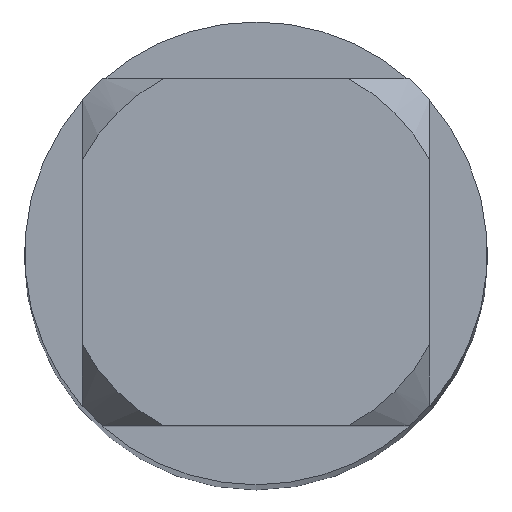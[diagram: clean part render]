
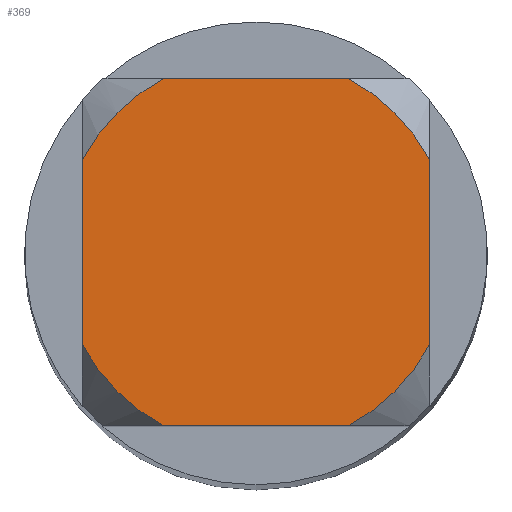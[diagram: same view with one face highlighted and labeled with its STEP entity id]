
A CAD part, top view. The second image highlights one B-rep face of the part: STEP entity #369.
In plain terms, the highlighted planar face has unit normal (0, 0, 1).
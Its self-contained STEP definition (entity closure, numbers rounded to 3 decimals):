
#197=EDGE_CURVE('',#367,#269,#543,.T.);
#201=EDGE_CURVE('',#411,#269,#547,.T.);
#235=VERTEX_POINT('',#586);
#253=EDGE_CURVE('',#235,#313,#607,.T.);
#269=VERTEX_POINT('',#624);
#277=VERTEX_POINT('',#632);
#313=VERTEX_POINT('',#672);
#315=EDGE_CURVE('',#277,#441,#674,.T.);
#333=EDGE_CURVE('',#367,#441,#693,.T.);
#367=VERTEX_POINT('',#728);
#369=ADVANCED_FACE('',(#730),#731,.T.);
#371=EDGE_CURVE('',#411,#461,#733,.T.);
#375=EDGE_CURVE('',#277,#313,#737,.T.);
#411=VERTEX_POINT('',#775);
#441=VERTEX_POINT('',#806);
#461=VERTEX_POINT('',#827);
#501=EDGE_CURVE('',#235,#461,#875,.T.);
#543=LINE('',#915,#916);
#547=CIRCLE('',#923,1.7);
#586=CARTESIAN_POINT('',(-1.5,0.8,0.0));
#607=LINE('',#1030,#1031);
#624=CARTESIAN_POINT('',(1.5,0.8,0.0));
#632=CARTESIAN_POINT('',(-0.8,-1.5,0.0));
#672=CARTESIAN_POINT('',(-1.5,-0.8,0.0));
#674=LINE('',#1185,#1186);
#693=CIRCLE('',#1216,1.7);
#728=CARTESIAN_POINT('',(1.5,-0.8,0.0));
#730=FACE_OUTER_BOUND('',#1284,.T.);
#731=PLANE('',#1285);
#733=LINE('',#1288,#1289);
#737=CIRCLE('',#1294,1.7);
#775=CARTESIAN_POINT('',(0.8,1.5,0.0));
#806=CARTESIAN_POINT('',(0.8,-1.5,0.0));
#827=CARTESIAN_POINT('',(-0.8,1.5,0.0));
#875=CIRCLE('',#1613,1.7);
#915=CARTESIAN_POINT('',(1.5,0.425,0.0));
#916=VECTOR('',#1670,1.0);
#923=AXIS2_PLACEMENT_3D('',#1672,#1673,#1674);
#1030=CARTESIAN_POINT('',(-1.5,0.425,0.0));
#1031=VECTOR('',#1769,1.0);
#1185=CARTESIAN_POINT('',(0.0,-1.5,0.0));
#1186=VECTOR('',#1822,1.0);
#1216=AXIS2_PLACEMENT_3D('',#1848,#1849,#1850);
#1284=EDGE_LOOP('',(#1866,#1867,#1868,#1869,#1870,#1871,#1872,#1873));
#1285=AXIS2_PLACEMENT_3D('',#1874,#1875,#1876);
#1288=CARTESIAN_POINT('',(0.0,1.5,0.0));
#1289=VECTOR('',#1877,1.0);
#1294=AXIS2_PLACEMENT_3D('',#1878,#1879,#1880);
#1613=AXIS2_PLACEMENT_3D('',#2030,#2031,#2032);
#1670=DIRECTION('',(-0.0,1.0,0.0));
#1672=CARTESIAN_POINT('',(0.0,0.0,0.0));
#1673=DIRECTION('',(0.0,0.0,-1.0));
#1674=DIRECTION('',(0.0,1.0,0.0));
#1769=DIRECTION('',(-0.0,-1.0,0.0));
#1822=DIRECTION('',(1.0,0.0,0.0));
#1848=CARTESIAN_POINT('',(0.0,0.0,0.0));
#1849=DIRECTION('',(0.0,0.0,-1.0));
#1850=DIRECTION('',(0.0,1.0,0.0));
#1866=ORIENTED_EDGE('',*,*,#253,.T.);
#1867=ORIENTED_EDGE('',*,*,#375,.F.);
#1868=ORIENTED_EDGE('',*,*,#315,.T.);
#1869=ORIENTED_EDGE('',*,*,#333,.F.);
#1870=ORIENTED_EDGE('',*,*,#197,.T.);
#1871=ORIENTED_EDGE('',*,*,#201,.F.);
#1872=ORIENTED_EDGE('',*,*,#371,.T.);
#1873=ORIENTED_EDGE('',*,*,#501,.F.);
#1874=CARTESIAN_POINT('',(0.0,0.85,0.0));
#1875=DIRECTION('',(-0.0,0.0,1.0));
#1876=DIRECTION('',(0.0,-1.0,0.0));
#1877=DIRECTION('',(-1.0,0.0,0.0));
#1878=CARTESIAN_POINT('',(0.0,0.0,0.0));
#1879=DIRECTION('',(0.0,0.0,-1.0));
#1880=DIRECTION('',(0.0,1.0,0.0));
#2030=CARTESIAN_POINT('',(0.0,0.0,0.0));
#2031=DIRECTION('',(0.0,0.0,-1.0));
#2032=DIRECTION('',(0.0,1.0,0.0));
